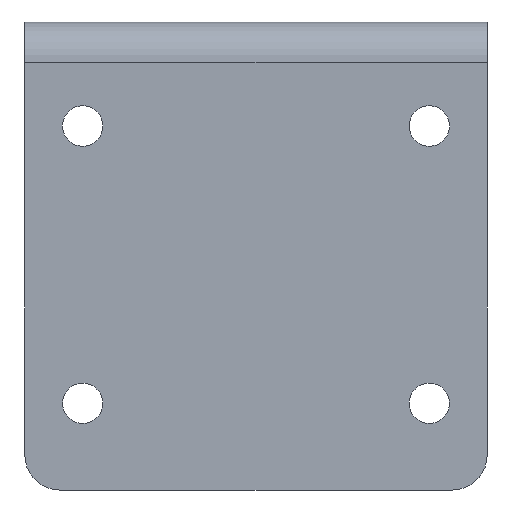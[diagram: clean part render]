
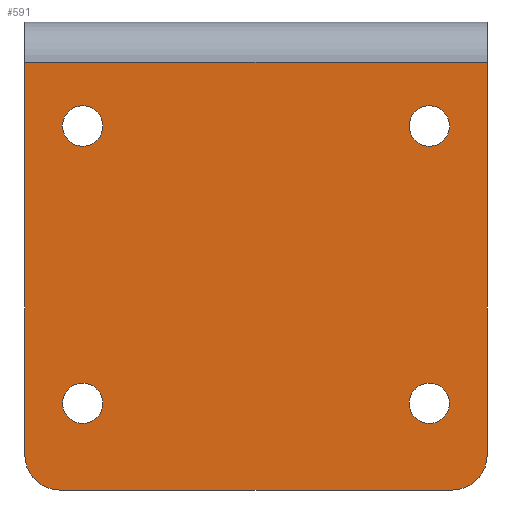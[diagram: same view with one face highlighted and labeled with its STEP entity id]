
A CAD part, front view. The second image highlights one B-rep face of the part: STEP entity #591.
In plain terms, the highlighted planar face has unit normal (0, -1, 0).
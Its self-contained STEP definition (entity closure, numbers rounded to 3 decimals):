
#21 = CARTESIAN_POINT ( 'NONE',  ( 15., -2., -11. ) ) ;
#57 = DIRECTION ( 'NONE',  ( -1., 0., 0. ) ) ;
#70 = VERTEX_POINT ( 'NONE', #104 ) ;
#77 = CARTESIAN_POINT ( 'NONE',  ( -20., -2., -20.25 ) ) ;
#79 = ORIENTED_EDGE ( 'NONE', *, *, #843, .F. ) ;
#81 = DIRECTION ( 'NONE',  ( 0., 0., -1. ) ) ;
#83 = CARTESIAN_POINT ( 'NONE',  ( -20., -2., 16.75 ) ) ;
#104 = CARTESIAN_POINT ( 'NONE',  ( 20., -2., 16.75 ) ) ;
#105 = AXIS2_PLACEMENT_3D ( 'NONE', #143, #1109, #1196 ) ;
#120 = ORIENTED_EDGE ( 'NONE', *, *, #789, .F. ) ;
#141 = VERTEX_POINT ( 'NONE', #648 ) ;
#143 = CARTESIAN_POINT ( 'NONE',  ( 15., -2., -12.75 ) ) ;
#156 = DIRECTION ( 'NONE',  ( 0., 0., 1. ) ) ;
#158 = LINE ( 'NONE', #992, #292 ) ;
#178 = CIRCLE ( 'NONE', #662, 1.75 ) ;
#185 = VERTEX_POINT ( 'NONE', #21 ) ;
#188 = DIRECTION ( 'NONE',  ( 0., 0., 1. ) ) ;
#219 = CIRCLE ( 'NONE', #1156, 1.75 ) ;
#233 = CARTESIAN_POINT ( 'NONE',  ( -20., -2., -17.25 ) ) ;
#234 = EDGE_CURVE ( 'NONE', #70, #991, #845, .T. ) ;
#241 = AXIS2_PLACEMENT_3D ( 'NONE', #476, #755, #1297 ) ;
#242 = CIRCLE ( 'NONE', #1179, 1.75 ) ;
#246 = CIRCLE ( 'NONE', #1185, 1.75 ) ;
#253 = DIRECTION ( 'NONE',  ( 0., 0., -1. ) ) ;
#254 = CARTESIAN_POINT ( 'NONE',  ( 20., -2., -20.25 ) ) ;
#255 = ORIENTED_EDGE ( 'NONE', *, *, #919, .F. ) ;
#257 = EDGE_CURVE ( 'NONE', #998, #185, #915, .T. ) ;
#275 = ORIENTED_EDGE ( 'NONE', *, *, #473, .T. ) ;
#283 = CARTESIAN_POINT ( 'NONE',  ( 15., -2., 11.25 ) ) ;
#284 = VECTOR ( 'NONE', #875, 1000. ) ;
#290 = AXIS2_PLACEMENT_3D ( 'NONE', #582, #1209, #793 ) ;
#292 = VECTOR ( 'NONE', #57, 1000. ) ;
#298 = CARTESIAN_POINT ( 'NONE',  ( 17., -2., -20.25 ) ) ;
#300 = ORIENTED_EDGE ( 'NONE', *, *, #666, .T. ) ;
#335 = AXIS2_PLACEMENT_3D ( 'NONE', #563, #868, #538 ) ;
#358 = FACE_BOUND ( 'NONE', #390, .T. ) ;
#360 = EDGE_CURVE ( 'NONE', #1257, #1248, #1314, .T. ) ;
#371 = VERTEX_POINT ( 'NONE', #1258 ) ;
#372 = PLANE ( 'NONE',  #290 ) ;
#390 = EDGE_LOOP ( 'NONE', ( #650, #79 ) ) ;
#400 = LINE ( 'NONE', #77, #791 ) ;
#402 = VECTOR ( 'NONE', #857, 1000. ) ;
#412 = EDGE_CURVE ( 'NONE', #1124, #1051, #400, .T. ) ;
#422 = CARTESIAN_POINT ( 'NONE',  ( -15., -2., 11.25 ) ) ;
#441 = CARTESIAN_POINT ( 'NONE',  ( -15., -2., 13. ) ) ;
#457 = CARTESIAN_POINT ( 'NONE',  ( 15., -2., 11.25 ) ) ;
#471 = AXIS2_PLACEMENT_3D ( 'NONE', #422, #732, #713 ) ;
#472 = FACE_BOUND ( 'NONE', #722, .T. ) ;
#473 = EDGE_CURVE ( 'NONE', #1124, #991, #1226, .T. ) ;
#476 = CARTESIAN_POINT ( 'NONE',  ( -15., -2., -12.75 ) ) ;
#477 = EDGE_LOOP ( 'NONE', ( #693, #485 ) ) ;
#485 = ORIENTED_EDGE ( 'NONE', *, *, #1277, .F. ) ;
#488 = CIRCLE ( 'NONE', #241, 1.75 ) ;
#495 = VERTEX_POINT ( 'NONE', #233 ) ;
#503 = DIRECTION ( 'NONE',  ( -1., 0., 0. ) ) ;
#504 = CARTESIAN_POINT ( 'NONE',  ( 20., -2., -17.25 ) ) ;
#532 = CIRCLE ( 'NONE', #1310, 3. ) ;
#538 = DIRECTION ( 'NONE',  ( 0., 0., 1. ) ) ;
#563 = CARTESIAN_POINT ( 'NONE',  ( 17., -2., -17.25 ) ) ;
#582 = CARTESIAN_POINT ( 'NONE',  ( 0., -2., 0. ) ) ;
#591 = ADVANCED_FACE ( 'NONE', ( #878, #358, #472, #694, #976 ), #372, .F. ) ;
#638 = EDGE_CURVE ( 'NONE', #185, #998, #1118, .T. ) ;
#648 = CARTESIAN_POINT ( 'NONE',  ( -15., -2., -14.5 ) ) ;
#650 = ORIENTED_EDGE ( 'NONE', *, *, #903, .F. ) ;
#653 = DIRECTION ( 'NONE',  ( 0., -1., 0. ) ) ;
#662 = AXIS2_PLACEMENT_3D ( 'NONE', #283, #1016, #81 ) ;
#666 = EDGE_CURVE ( 'NONE', #70, #1033, #158, .T. ) ;
#693 = ORIENTED_EDGE ( 'NONE', *, *, #360, .F. ) ;
#694 = FACE_BOUND ( 'NONE', #1321, .T. ) ;
#699 = ORIENTED_EDGE ( 'NONE', *, *, #999, .T. ) ;
#713 = DIRECTION ( 'NONE',  ( 0., 0., 1. ) ) ;
#722 = EDGE_LOOP ( 'NONE', ( #1014, #932 ) ) ;
#732 = DIRECTION ( 'NONE',  ( 0., -1., 0. ) ) ;
#755 = DIRECTION ( 'NONE',  ( 0., -1., 0. ) ) ;
#785 = DIRECTION ( 'NONE',  ( 0., 0., 1. ) ) ;
#789 = EDGE_CURVE ( 'NONE', #371, #907, #178, .T. ) ;
#791 = VECTOR ( 'NONE', #503, 1000. ) ;
#793 = DIRECTION ( 'NONE',  ( 0., 0., 1. ) ) ;
#795 = CARTESIAN_POINT ( 'NONE',  ( -17., -2., -17.25 ) ) ;
#843 = EDGE_CURVE ( 'NONE', #1101, #141, #246, .T. ) ;
#845 = LINE ( 'NONE', #254, #402 ) ;
#857 = DIRECTION ( 'NONE',  ( 0., 0., -1. ) ) ;
#868 = DIRECTION ( 'NONE',  ( 0., -1., 0. ) ) ;
#875 = DIRECTION ( 'NONE',  ( 0., 0., 1. ) ) ;
#878 = FACE_BOUND ( 'NONE', #477, .T. ) ;
#883 = DIRECTION ( 'NONE',  ( 0., -1., 0. ) ) ;
#903 = EDGE_CURVE ( 'NONE', #141, #1101, #488, .T. ) ;
#906 = CARTESIAN_POINT ( 'NONE',  ( -17., -2., -20.25 ) ) ;
#907 = VERTEX_POINT ( 'NONE', #1095 ) ;
#915 = CIRCLE ( 'NONE', #1022, 1.75 ) ;
#919 = EDGE_CURVE ( 'NONE', #495, #1033, #1074, .T. ) ;
#932 = ORIENTED_EDGE ( 'NONE', *, *, #638, .F. ) ;
#958 = DIRECTION ( 'NONE',  ( 0., -1., 0. ) ) ;
#959 = CARTESIAN_POINT ( 'NONE',  ( 15., -2., -12.75 ) ) ;
#971 = CARTESIAN_POINT ( 'NONE',  ( -15., -2., 9.5 ) ) ;
#976 = FACE_OUTER_BOUND ( 'NONE', #1079, .T. ) ;
#991 = VERTEX_POINT ( 'NONE', #504 ) ;
#992 = CARTESIAN_POINT ( 'NONE',  ( 20., -2., 16.75 ) ) ;
#998 = VERTEX_POINT ( 'NONE', #1221 ) ;
#999 = EDGE_CURVE ( 'NONE', #495, #1051, #532, .T. ) ;
#1008 = ORIENTED_EDGE ( 'NONE', *, *, #234, .F. ) ;
#1014 = ORIENTED_EDGE ( 'NONE', *, *, #257, .F. ) ;
#1016 = DIRECTION ( 'NONE',  ( 0., -1., 0. ) ) ;
#1022 = AXIS2_PLACEMENT_3D ( 'NONE', #959, #1068, #1280 ) ;
#1033 = VERTEX_POINT ( 'NONE', #83 ) ;
#1051 = VERTEX_POINT ( 'NONE', #906 ) ;
#1068 = DIRECTION ( 'NONE',  ( 0., -1., 0. ) ) ;
#1074 = LINE ( 'NONE', #1169, #284 ) ;
#1078 = ORIENTED_EDGE ( 'NONE', *, *, #412, .F. ) ;
#1079 = EDGE_LOOP ( 'NONE', ( #1078, #275, #1008, #300, #255, #699 ) ) ;
#1080 = CARTESIAN_POINT ( 'NONE',  ( -15., -2., -12.75 ) ) ;
#1095 = CARTESIAN_POINT ( 'NONE',  ( 15., -2., 9.5 ) ) ;
#1101 = VERTEX_POINT ( 'NONE', #1341 ) ;
#1109 = DIRECTION ( 'NONE',  ( 0., -1., 0. ) ) ;
#1118 = CIRCLE ( 'NONE', #105, 1.75 ) ;
#1124 = VERTEX_POINT ( 'NONE', #298 ) ;
#1135 = DIRECTION ( 'NONE',  ( 0., -1., 0. ) ) ;
#1156 = AXIS2_PLACEMENT_3D ( 'NONE', #1299, #958, #785 ) ;
#1169 = CARTESIAN_POINT ( 'NONE',  ( -20., -2., -20.25 ) ) ;
#1179 = AXIS2_PLACEMENT_3D ( 'NONE', #457, #653, #253 ) ;
#1185 = AXIS2_PLACEMENT_3D ( 'NONE', #1080, #883, #156 ) ;
#1196 = DIRECTION ( 'NONE',  ( 0., 0., -1. ) ) ;
#1198 = ORIENTED_EDGE ( 'NONE', *, *, #1349, .F. ) ;
#1209 = DIRECTION ( 'NONE',  ( 0., 1., 0. ) ) ;
#1221 = CARTESIAN_POINT ( 'NONE',  ( 15., -2., -14.5 ) ) ;
#1226 = CIRCLE ( 'NONE', #335, 3. ) ;
#1248 = VERTEX_POINT ( 'NONE', #441 ) ;
#1257 = VERTEX_POINT ( 'NONE', #971 ) ;
#1258 = CARTESIAN_POINT ( 'NONE',  ( 15., -2., 13. ) ) ;
#1277 = EDGE_CURVE ( 'NONE', #1248, #1257, #219, .T. ) ;
#1280 = DIRECTION ( 'NONE',  ( 0., 0., -1. ) ) ;
#1297 = DIRECTION ( 'NONE',  ( 0., 0., 1. ) ) ;
#1299 = CARTESIAN_POINT ( 'NONE',  ( -15., -2., 11.25 ) ) ;
#1310 = AXIS2_PLACEMENT_3D ( 'NONE', #795, #1135, #188 ) ;
#1314 = CIRCLE ( 'NONE', #471, 1.75 ) ;
#1321 = EDGE_LOOP ( 'NONE', ( #1198, #120 ) ) ;
#1341 = CARTESIAN_POINT ( 'NONE',  ( -15., -2., -11. ) ) ;
#1349 = EDGE_CURVE ( 'NONE', #907, #371, #242, .T. ) ;
